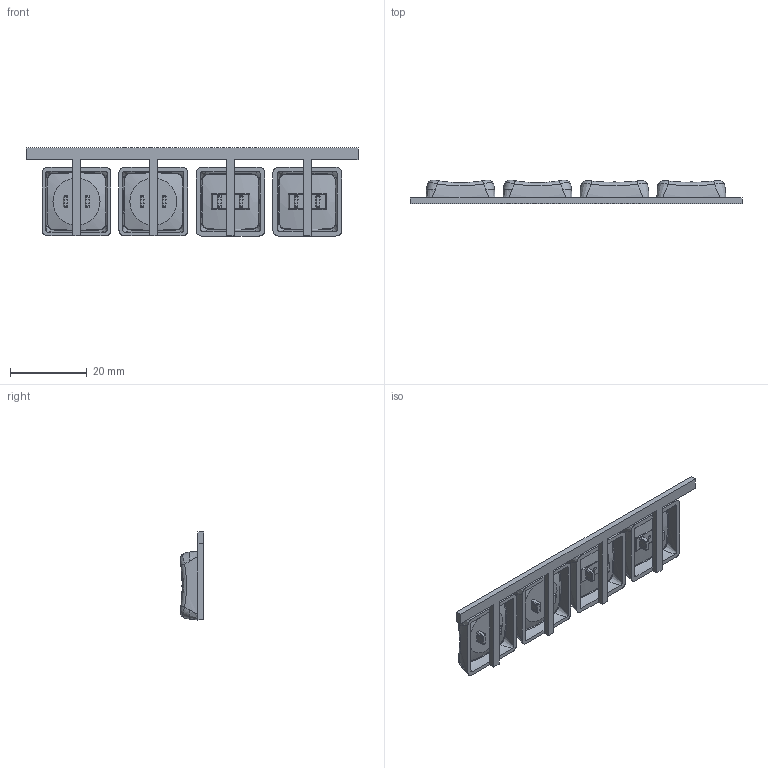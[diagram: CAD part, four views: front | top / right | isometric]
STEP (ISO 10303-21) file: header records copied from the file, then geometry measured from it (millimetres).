
FILE_DESCRIPTION(/* description */ (''),/* implementation_level */ '2;1');
FILE_NAME(/* name */ 'homing-sprue.step',/* time_stamp */ '2022-10-25T17:10:52+03:00',/* author */ (''),/* organization */ (''),/* preprocessor_version */ 'ST-DEVELOPER v19.2',/* originating_system */ 'Autodesk Translation Framework v11.17.0.187',/* authorisation */ '');
FILE_SCHEMA (('AUTOMOTIVE_DESIGN { 1 0 10303 214 3 1 1 }'));
Length unit declared in the file: millimetre
Products named in the file (1): homing-sprue
Bounding box: 86.36 x 6.12 x 22.9 mm (x, y, z)
Volume: 2914.5 mm3; surface area: 5538.2 mm2
Topology: 1 solids, 1 shells, 572 faces, 1512 edges, 950 vertices
Faces by surface type: plane 400, bspline 108, cylinder 48, sphere 16
Entity records: 22342 total; most frequent: CARTESIAN_POINT 9197, ORIENTED_EDGE 3024, DIRECTION 2172, EDGE_CURVE 1512, LINE 1058, VECTOR 1058, VERTEX_POINT 950, EDGE_LOOP 588
